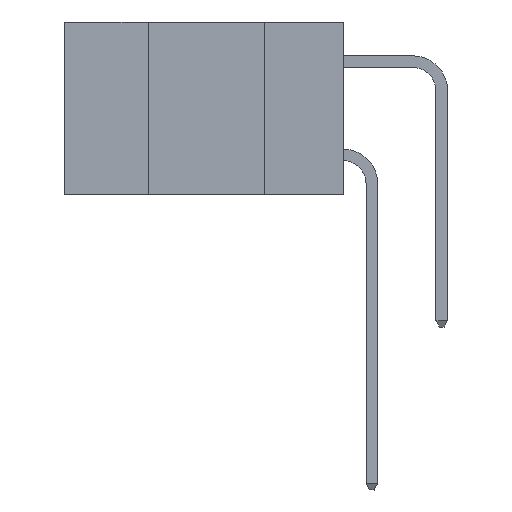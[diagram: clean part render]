
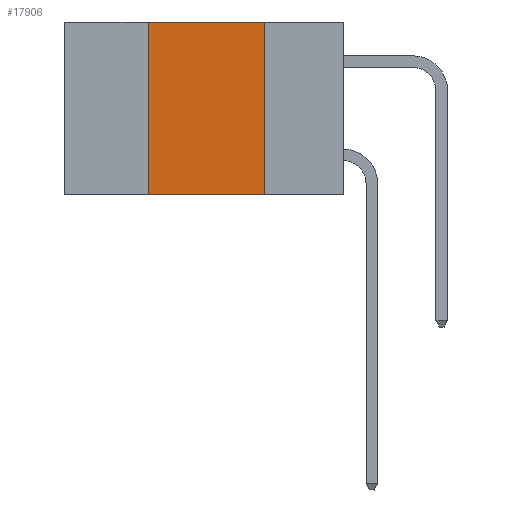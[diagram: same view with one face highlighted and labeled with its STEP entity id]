
A CAD part, left-side view. The second image highlights one B-rep face of the part: STEP entity #17906.
In plain terms, the highlighted planar face has unit normal (-1, 0, 0).
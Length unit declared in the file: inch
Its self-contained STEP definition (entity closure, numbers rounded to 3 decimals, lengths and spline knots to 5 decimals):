
#299 = LINE ( 'NONE', #21508, #11257 ) ;
#1270 = VECTOR ( 'NONE', #20162, 39.37008 ) ;
#1819 = VERTEX_POINT ( 'NONE', #23338 ) ;
#1995 = AXIS2_PLACEMENT_3D ( 'NONE', #16078, #3165, #18213 ) ;
#2543 = CARTESIAN_POINT ( 'NONE',  ( 0., 0.42, 0. ) ) ;
#3165 = DIRECTION ( 'NONE',  ( 1., 0., 0. ) ) ;
#3914 = LINE ( 'NONE', #13952, #26059 ) ;
#4573 = CARTESIAN_POINT ( 'NONE',  ( 0., 0.17, 0. ) ) ;
#5274 = EDGE_CURVE ( 'NONE', #23370, #18411, #8770, .T. ) ;
#6433 = DIRECTION ( 'NONE',  ( 0., -1., 0. ) ) ;
#8770 = LINE ( 'NONE', #20911, #19474 ) ;
#9498 = CARTESIAN_POINT ( 'NONE',  ( 0., 0.6, 0. ) ) ;
#9603 = EDGE_CURVE ( 'NONE', #21325, #1819, #3914, .T. ) ;
#9647 = PLANE ( 'NONE',  #1995 ) ;
#11257 = VECTOR ( 'NONE', #6433, 39.37008 ) ;
#12424 = FACE_OUTER_BOUND ( 'NONE', #22419, .T. ) ;
#13673 = DIRECTION ( 'NONE',  ( 0., 0., -1. ) ) ;
#13952 = CARTESIAN_POINT ( 'NONE',  ( 0., 0.17, 0. ) ) ;
#14436 = EDGE_CURVE ( 'NONE', #23370, #1819, #299, .T. ) ;
#15896 = EDGE_CURVE ( 'NONE', #18411, #21325, #24207, .T. ) ;
#16078 = CARTESIAN_POINT ( 'NONE',  ( 0., 0.6, 0. ) ) ;
#16612 = ORIENTED_EDGE ( 'NONE', *, *, #14436, .T. ) ;
#17472 = ORIENTED_EDGE ( 'NONE', *, *, #5274, .F. ) ;
#17906 = ADVANCED_FACE ( 'NONE', ( #12424 ), #9647, .F. ) ;
#18213 = DIRECTION ( 'NONE',  ( 0., 0., -1. ) ) ;
#18411 = VERTEX_POINT ( 'NONE', #2543 ) ;
#19474 = VECTOR ( 'NONE', #20890, 39.37008 ) ;
#20162 = DIRECTION ( 'NONE',  ( 0., -1., 0. ) ) ;
#20890 = DIRECTION ( 'NONE',  ( 0., 0., 1. ) ) ;
#20911 = CARTESIAN_POINT ( 'NONE',  ( 0., 0.42, 0. ) ) ;
#21325 = VERTEX_POINT ( 'NONE', #4573 ) ;
#21508 = CARTESIAN_POINT ( 'NONE',  ( 0., 0.6, -0.37 ) ) ;
#22419 = EDGE_LOOP ( 'NONE', ( #24627, #26358, #17472, #16612 ) ) ;
#23338 = CARTESIAN_POINT ( 'NONE',  ( 0., 0.17, -0.37 ) ) ;
#23370 = VERTEX_POINT ( 'NONE', #25128 ) ;
#24207 = LINE ( 'NONE', #9498, #1270 ) ;
#24627 = ORIENTED_EDGE ( 'NONE', *, *, #9603, .F. ) ;
#25128 = CARTESIAN_POINT ( 'NONE',  ( 0., 0.42, -0.37 ) ) ;
#26059 = VECTOR ( 'NONE', #13673, 39.37008 ) ;
#26358 = ORIENTED_EDGE ( 'NONE', *, *, #15896, .F. ) ;
